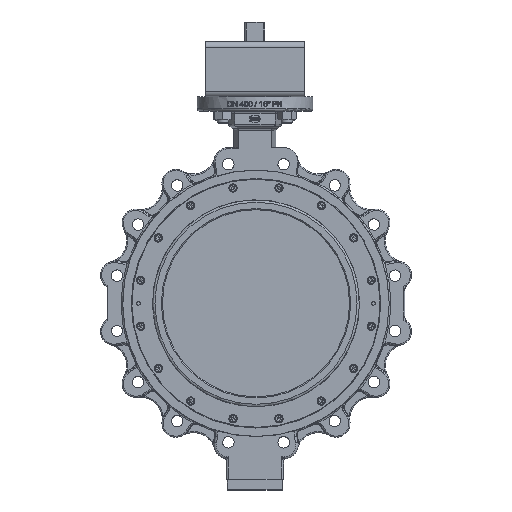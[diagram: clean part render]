
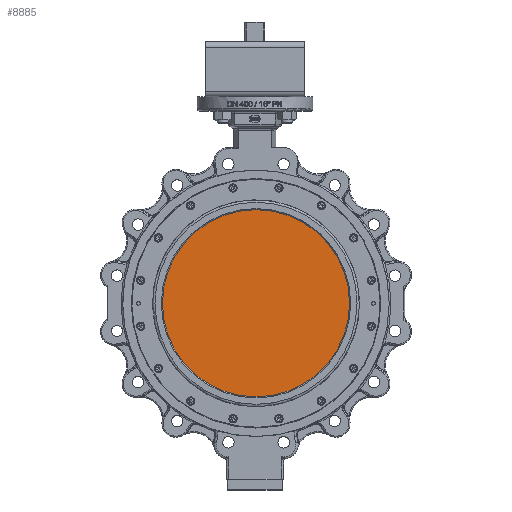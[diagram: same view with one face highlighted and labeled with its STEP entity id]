
A CAD part, top view. The second image highlights one B-rep face of the part: STEP entity #8885.
In plain terms, the highlighted planar face has unit normal (0, 0, 1).
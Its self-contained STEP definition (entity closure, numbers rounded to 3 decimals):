
#8865=CARTESIAN_POINT('',(-170.,0.,51.));
#8866=VERTEX_POINT('',#8865);
#8867=CARTESIAN_POINT('',(0.,0.,51.));
#8868=DIRECTION('',(0.0,0.0,-1.0));
#8869=DIRECTION('',(-1.0,0.0,0.0));
#8870=AXIS2_PLACEMENT_3D('',#8867,#8868,#8869);
#8871=CIRCLE('',#8870,170.0);
#8872=EDGE_CURVE('',#8866,#8866,#8871,.T.);
#8877=CARTESIAN_POINT('',(-85.,0.,51.));
#8878=DIRECTION('',(0.0,0.0,-1.0));
#8879=DIRECTION('',(0.0,-1.0,0.0));
#8880=AXIS2_PLACEMENT_3D('',#8877,#8878,#8879);
#8881=PLANE('',#8880);
#8882=ORIENTED_EDGE('',*,*,#8872,.F.);
#8883=EDGE_LOOP('',(#8882));
#8884=FACE_OUTER_BOUND('',#8883,.T.);
#8885=ADVANCED_FACE('',(#8884),#8881,.F.);
